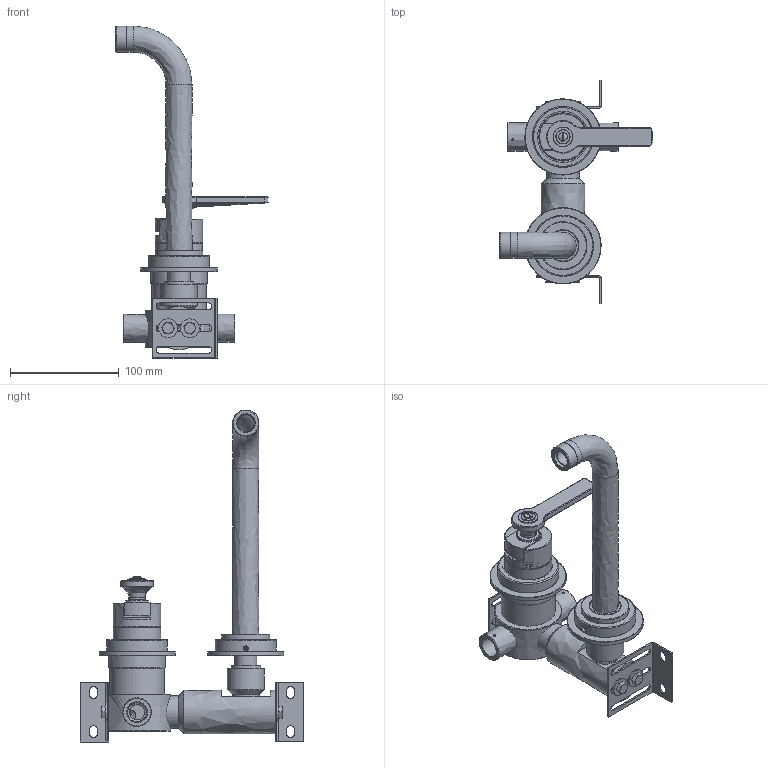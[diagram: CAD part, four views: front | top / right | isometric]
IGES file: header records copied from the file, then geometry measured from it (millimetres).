
Global section: file name: V7KA20S-3LF-NP; native system: Autodesk Inventor 2020; preprocessor: unknown; author: camerond; date: 20230106.132227; units: millimetre
Bounding box: 139.92 x 205 x 305.15 mm (x, y, z)
Volume: 438656 mm3; surface area: 222131.8 mm2
Topology: 47 solids, 47 shells, 2021 faces, 5299 edges, 3456 vertices
Faces by surface type: bspline 2021
